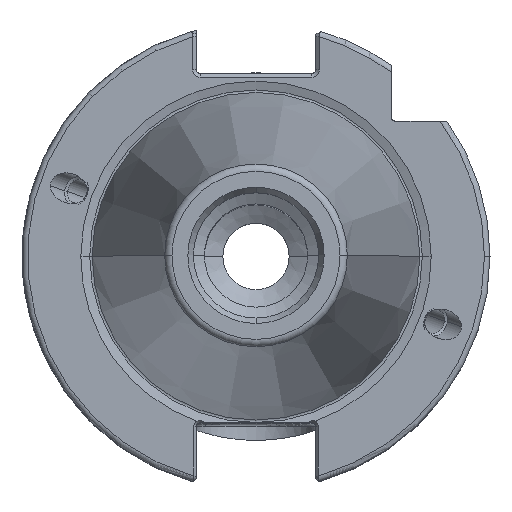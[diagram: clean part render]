
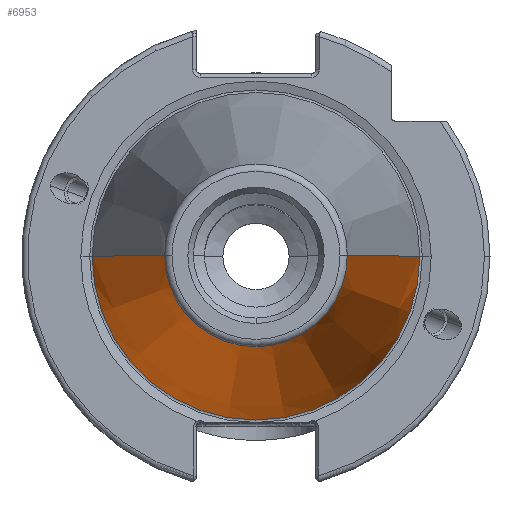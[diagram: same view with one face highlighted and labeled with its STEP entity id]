
A CAD part, top view. The second image highlights one B-rep face of the part: STEP entity #6953.
In plain terms, the highlighted conical face has half-angle 8.297 degrees and reference radius 12.397 mm.
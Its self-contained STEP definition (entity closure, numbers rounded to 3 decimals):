
#93 = CONICAL_SURFACE ( 'NONE', #6367, 12.397, 0.145 ) ;
#239 = ORIENTED_EDGE ( 'NONE', *, *, #2223, .T. ) ;
#524 = VERTEX_POINT ( 'NONE', #1746 ) ;
#772 = CARTESIAN_POINT ( 'NONE',  ( 0., 0., 0. ) ) ;
#950 = LINE ( 'NONE', #5543, #8740 ) ;
#1082 = DIRECTION ( 'NONE',  ( 0., 0., 1. ) ) ;
#1336 = VERTEX_POINT ( 'NONE', #3383 ) ;
#1746 = CARTESIAN_POINT ( 'NONE',  ( -12.397, 0., 67.394 ) ) ;
#2223 = EDGE_CURVE ( 'NONE', #9307, #1336, #5575, .T. ) ;
#2394 = DIRECTION ( 'NONE',  ( 1., 0., 0. ) ) ;
#2667 = ORIENTED_EDGE ( 'NONE', *, *, #2764, .T. ) ;
#2764 = EDGE_CURVE ( 'NONE', #524, #9307, #5486, .T. ) ;
#2881 = CARTESIAN_POINT ( 'NONE',  ( 0., 0., 67.394 ) ) ;
#3272 = DIRECTION ( 'NONE',  ( 0.144, 0., -0.99 ) ) ;
#3345 = CARTESIAN_POINT ( 'NONE',  ( 0., 0., 67.394 ) ) ;
#3383 = CARTESIAN_POINT ( 'NONE',  ( 22.225, 0., 0. ) ) ;
#3662 = DIRECTION ( 'NONE',  ( 1., 0., 0. ) ) ;
#3983 = EDGE_CURVE ( 'NONE', #5235, #1336, #950, .T. ) ;
#4003 = EDGE_LOOP ( 'NONE', ( #7462, #9173, #2667, #239 ) ) ;
#4192 = DIRECTION ( 'NONE',  ( -0.144, 0., -0.99 ) ) ;
#4992 = AXIS2_PLACEMENT_3D ( 'NONE', #2881, #8212, #3662 ) ;
#5235 = VERTEX_POINT ( 'NONE', #9620 ) ;
#5486 = LINE ( 'NONE', #8607, #9224 ) ;
#5543 = CARTESIAN_POINT ( 'NONE',  ( 12.397, 0., 67.394 ) ) ;
#5575 = CIRCLE ( 'NONE', #9481, 22.225 ) ;
#6266 = CIRCLE ( 'NONE', #4992, 12.397 ) ;
#6367 = AXIS2_PLACEMENT_3D ( 'NONE', #3345, #8609, #7175 ) ;
#6739 = EDGE_CURVE ( 'NONE', #524, #5235, #6266, .T. ) ;
#6848 = FACE_OUTER_BOUND ( 'NONE', #4003, .T. ) ;
#6953 = ADVANCED_FACE ( 'NONE', ( #6848 ), #93, .T. ) ;
#7175 = DIRECTION ( 'NONE',  ( -1., 0., 0. ) ) ;
#7462 = ORIENTED_EDGE ( 'NONE', *, *, #3983, .F. ) ;
#8212 = DIRECTION ( 'NONE',  ( 0., 0., 1. ) ) ;
#8600 = CARTESIAN_POINT ( 'NONE',  ( -22.225, 0., 0. ) ) ;
#8607 = CARTESIAN_POINT ( 'NONE',  ( -12.397, 0., 67.394 ) ) ;
#8609 = DIRECTION ( 'NONE',  ( 0., 0., -1. ) ) ;
#8740 = VECTOR ( 'NONE', #3272, 1000. ) ;
#9173 = ORIENTED_EDGE ( 'NONE', *, *, #6739, .F. ) ;
#9224 = VECTOR ( 'NONE', #4192, 1000. ) ;
#9307 = VERTEX_POINT ( 'NONE', #8600 ) ;
#9481 = AXIS2_PLACEMENT_3D ( 'NONE', #772, #1082, #2394 ) ;
#9620 = CARTESIAN_POINT ( 'NONE',  ( 12.397, 0., 67.394 ) ) ;
